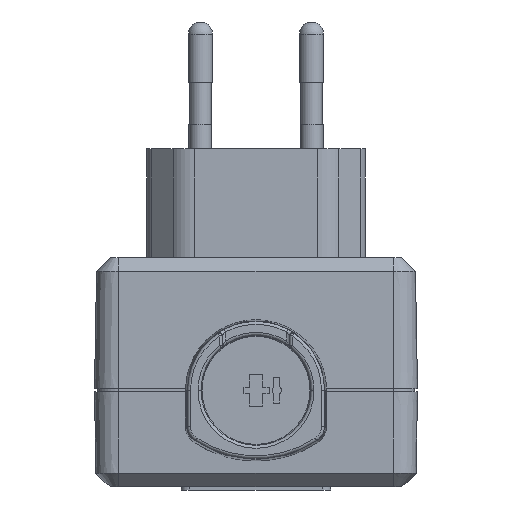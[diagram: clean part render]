
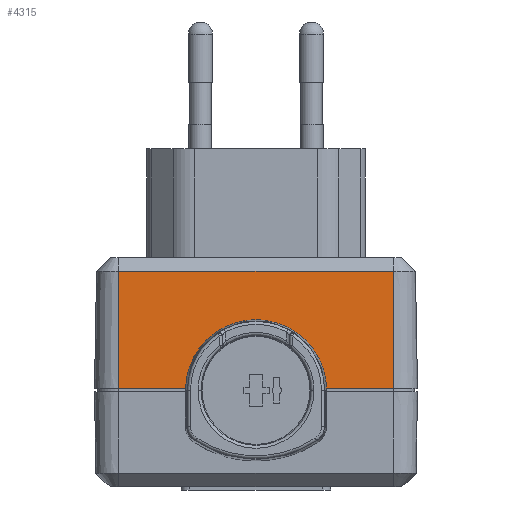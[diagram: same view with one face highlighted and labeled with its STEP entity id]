
A CAD part, front view. The second image highlights one B-rep face of the part: STEP entity #4315.
In plain terms, the highlighted planar face has unit normal (0, -1, 0.018).
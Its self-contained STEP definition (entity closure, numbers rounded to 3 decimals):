
#45 = CARTESIAN_POINT ( 'NONE',  ( 22.75, -55.646, -21.75 ) ) ;
#87 = CARTESIAN_POINT ( 'NONE',  ( 0., -55.306, -2.3 ) ) ;
#341 = CARTESIAN_POINT ( 'NONE',  ( -4.697, -55.506, -13.775 ) ) ;
#418 = AXIS2_PLACEMENT_3D ( 'NONE', #9007, #2582, #10090 ) ;
#1058 = ORIENTED_EDGE ( 'NONE', *, *, #4235, .F. ) ;
#1266 = ORIENTED_EDGE ( 'NONE', *, *, #3896, .T. ) ;
#1369 = CARTESIAN_POINT ( 'NONE',  ( 0., -55.506, -13.775 ) ) ;
#2117 = VERTEX_POINT ( 'NONE', #8323 ) ;
#2582 = DIRECTION ( 'NONE',  ( 0., -1., 0.017 ) ) ;
#2855 = VERTEX_POINT ( 'NONE', #4774 ) ;
#2868 = VECTOR ( 'NONE', #12130, 1000. ) ;
#2911 = CARTESIAN_POINT ( 'NONE',  ( 22.75, -55.646, -21.75 ) ) ;
#3896 = EDGE_CURVE ( 'NONE', #8728, #4788, #13564, .T. ) ;
#3995 = CARTESIAN_POINT ( 'NONE',  ( -22.75, -55.306, -2.3 ) ) ;
#4235 = EDGE_CURVE ( 'NONE', #12673, #4788, #5551, .T. ) ;
#4248 = FACE_OUTER_BOUND ( 'NONE', #9615, .T. ) ;
#4315 = ADVANCED_FACE ( 'NONE', ( #4248 ), #7937, .T. ) ;
#4774 = CARTESIAN_POINT ( 'NONE',  ( 8.175, -55.646, -21.75 ) ) ;
#4788 = VERTEX_POINT ( 'NONE', #8939 ) ;
#4964 = CARTESIAN_POINT ( 'NONE',  ( 8.175, -55.646, -21.75 ) ) ;
#5078 = VERTEX_POINT ( 'NONE', #45 ) ;
#5101 = EDGE_CURVE ( 'NONE', #2117, #12666, #11921, .T. ) ;
#5436 = VECTOR ( 'NONE', #11464, 1000. ) ;
#5551 =( BOUNDED_CURVE ( )  B_SPLINE_CURVE ( 3, ( #1369, #341, #7804, #8860 ),
 .UNSPECIFIED., .F., .T. ) 
 B_SPLINE_CURVE_WITH_KNOTS ( ( 4, 4 ),
 ( 0., 1.546 ),
 .UNSPECIFIED. ) 
 CURVE ( )  GEOMETRIC_REPRESENTATION_ITEM ( )  RATIONAL_B_SPLINE_CURVE ( ( 1., 0.811, 0.811, 1. ) ) 
 REPRESENTATION_ITEM ( '' )  );
#5991 = VECTOR ( 'NONE', #6987, 1000. ) ;
#6016 = DIRECTION ( 'NONE',  ( 0., 0.017, 1. ) ) ;
#6043 = CARTESIAN_POINT ( 'NONE',  ( 4.697, -55.506, -13.775 ) ) ;
#6376 = ORIENTED_EDGE ( 'NONE', *, *, #5101, .T. ) ;
#6401 = EDGE_CURVE ( 'NONE', #2855, #12673, #12203, .T. ) ;
#6808 = EDGE_CURVE ( 'NONE', #8728, #12666, #8846, .T. ) ;
#6826 = CARTESIAN_POINT ( 'NONE',  ( 22.75, -55.646, -21.75 ) ) ;
#6987 = DIRECTION ( 'NONE',  ( 0., 0.017, 1. ) ) ;
#7755 = VECTOR ( 'NONE', #6016, 1000. ) ;
#7804 = CARTESIAN_POINT ( 'NONE',  ( -8.059, -55.564, -17.055 ) ) ;
#7937 = PLANE ( 'NONE',  #418 ) ;
#8073 = LINE ( 'NONE', #13431, #7755 ) ;
#8323 = CARTESIAN_POINT ( 'NONE',  ( 22.75, -55.306, -2.3 ) ) ;
#8728 = VERTEX_POINT ( 'NONE', #10530 ) ;
#8846 = LINE ( 'NONE', #12284, #5991 ) ;
#8860 = CARTESIAN_POINT ( 'NONE',  ( -8.175, -55.646, -21.75 ) ) ;
#8939 = CARTESIAN_POINT ( 'NONE',  ( -8.175, -55.646, -21.75 ) ) ;
#9007 = CARTESIAN_POINT ( 'NONE',  ( 0., -55.65, -22. ) ) ;
#9080 = VECTOR ( 'NONE', #9647, 1000. ) ;
#9615 = EDGE_LOOP ( 'NONE', ( #13767, #10539, #13657, #6376, #10404, #1266, #1058 ) ) ;
#9647 = DIRECTION ( 'NONE',  ( -1., 0., 0. ) ) ;
#10090 = DIRECTION ( 'NONE',  ( 0., -0.017, -1. ) ) ;
#10404 = ORIENTED_EDGE ( 'NONE', *, *, #6808, .F. ) ;
#10440 = EDGE_CURVE ( 'NONE', #5078, #2117, #8073, .T. ) ;
#10530 = CARTESIAN_POINT ( 'NONE',  ( -22.75, -55.646, -21.75 ) ) ;
#10539 = ORIENTED_EDGE ( 'NONE', *, *, #11560, .T. ) ;
#11359 = CARTESIAN_POINT ( 'NONE',  ( 8.059, -55.564, -17.055 ) ) ;
#11395 = LINE ( 'NONE', #6826, #2868 ) ;
#11464 = DIRECTION ( 'NONE',  ( 1., 0., 0. ) ) ;
#11560 = EDGE_CURVE ( 'NONE', #2855, #5078, #11395, .T. ) ;
#11921 = LINE ( 'NONE', #87, #9080 ) ;
#12130 = DIRECTION ( 'NONE',  ( 1., 0., 0. ) ) ;
#12203 =( BOUNDED_CURVE ( )  B_SPLINE_CURVE ( 3, ( #4964, #11359, #6043, #13467 ),
 .UNSPECIFIED., .F., .T. ) 
 B_SPLINE_CURVE_WITH_KNOTS ( ( 4, 4 ),
 ( 4.737, 6.283 ),
 .UNSPECIFIED. ) 
 CURVE ( )  GEOMETRIC_REPRESENTATION_ITEM ( )  RATIONAL_B_SPLINE_CURVE ( ( 1., 0.811, 0.811, 1. ) ) 
 REPRESENTATION_ITEM ( '' )  );
#12284 = CARTESIAN_POINT ( 'NONE',  ( -22.75, -55.65, -22. ) ) ;
#12666 = VERTEX_POINT ( 'NONE', #3995 ) ;
#12673 = VERTEX_POINT ( 'NONE', #13636 ) ;
#13431 = CARTESIAN_POINT ( 'NONE',  ( 22.75, -55.65, -22. ) ) ;
#13467 = CARTESIAN_POINT ( 'NONE',  ( 0., -55.506, -13.775 ) ) ;
#13564 = LINE ( 'NONE', #2911, #5436 ) ;
#13636 = CARTESIAN_POINT ( 'NONE',  ( 0., -55.506, -13.775 ) ) ;
#13657 = ORIENTED_EDGE ( 'NONE', *, *, #10440, .T. ) ;
#13767 = ORIENTED_EDGE ( 'NONE', *, *, #6401, .F. ) ;
